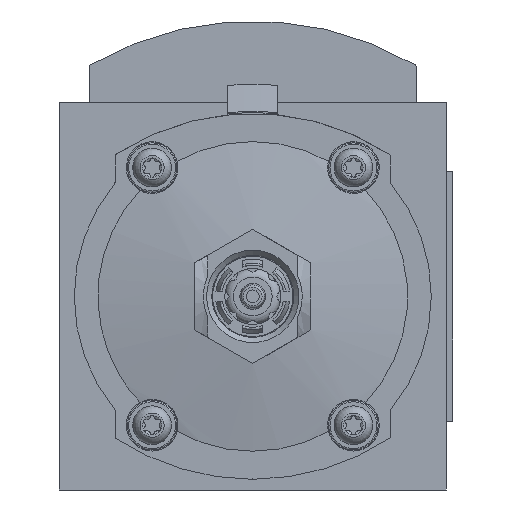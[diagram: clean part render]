
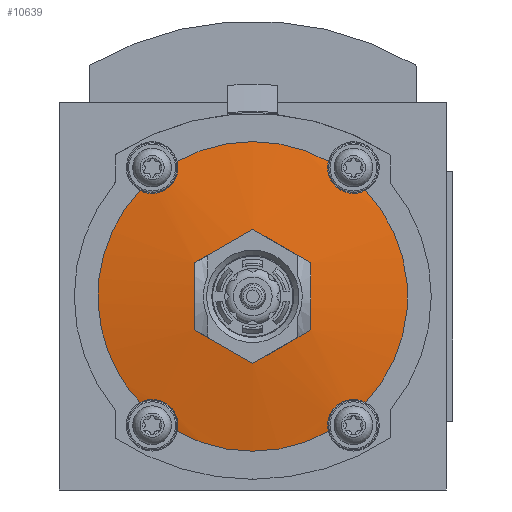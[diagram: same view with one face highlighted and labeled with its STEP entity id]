
A CAD part, front view. The second image highlights one B-rep face of the part: STEP entity #10639.
In plain terms, the highlighted spherical face has radius 160 mm.
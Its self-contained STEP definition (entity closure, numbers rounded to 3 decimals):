
#38=SPHERICAL_SURFACE('',#11169,160.);
#1715=CIRCLE('',#11170,35.989);
#1716=CIRCLE('',#11171,35.989);
#1717=CIRCLE('',#11172,35.989);
#1718=CIRCLE('',#11173,35.989);
#1719=CIRCLE('',#11174,159.429);
#1720=CIRCLE('',#11175,159.429);
#1721=CIRCLE('',#11176,159.429);
#1722=CIRCLE('',#11177,159.429);
#1723=CIRCLE('',#11178,159.429);
#1724=CIRCLE('',#11179,159.429);
#2253=ORIENTED_EDGE('',*,*,#4478,.F.);
#2254=ORIENTED_EDGE('',*,*,#4479,.T.);
#2255=ORIENTED_EDGE('',*,*,#4480,.F.);
#2256=ORIENTED_EDGE('',*,*,#4481,.T.);
#2257=ORIENTED_EDGE('',*,*,#4482,.F.);
#2258=ORIENTED_EDGE('',*,*,#4483,.T.);
#2259=ORIENTED_EDGE('',*,*,#4484,.F.);
#2260=ORIENTED_EDGE('',*,*,#4485,.T.);
#2261=ORIENTED_EDGE('',*,*,#4486,.F.);
#2262=ORIENTED_EDGE('',*,*,#4487,.F.);
#2263=ORIENTED_EDGE('',*,*,#4488,.F.);
#2264=ORIENTED_EDGE('',*,*,#4489,.F.);
#2265=ORIENTED_EDGE('',*,*,#4490,.F.);
#2266=ORIENTED_EDGE('',*,*,#4491,.F.);
#4478=EDGE_CURVE('',#5562,#5563,#1715,.T.);
#4479=EDGE_CURVE('',#5562,#5564,#6276,.T.);
#4480=EDGE_CURVE('',#5565,#5564,#1716,.T.);
#4481=EDGE_CURVE('',#5565,#5566,#6277,.T.);
#4482=EDGE_CURVE('',#5567,#5566,#1717,.T.);
#4483=EDGE_CURVE('',#5567,#5568,#6278,.T.);
#4484=EDGE_CURVE('',#5569,#5568,#1718,.T.);
#4485=EDGE_CURVE('',#5569,#5563,#6279,.T.);
#4486=EDGE_CURVE('',#5570,#5571,#1719,.F.);
#4487=EDGE_CURVE('',#5572,#5570,#1720,.F.);
#4488=EDGE_CURVE('',#5573,#5572,#1721,.F.);
#4489=EDGE_CURVE('',#5574,#5573,#1722,.F.);
#4490=EDGE_CURVE('',#5575,#5574,#1723,.F.);
#4491=EDGE_CURVE('',#5571,#5575,#1724,.F.);
#5562=VERTEX_POINT('',#14889);
#5563=VERTEX_POINT('',#14890);
#5564=VERTEX_POINT('',#14898);
#5565=VERTEX_POINT('',#14900);
#5566=VERTEX_POINT('',#14908);
#5567=VERTEX_POINT('',#14910);
#5568=VERTEX_POINT('',#14918);
#5569=VERTEX_POINT('',#14920);
#5570=VERTEX_POINT('',#14929);
#5571=VERTEX_POINT('',#14930);
#5572=VERTEX_POINT('',#14932);
#5573=VERTEX_POINT('',#14934);
#5574=VERTEX_POINT('',#14936);
#5575=VERTEX_POINT('',#14938);
#6276=B_SPLINE_CURVE_WITH_KNOTS('',3,(#14891,#14892,#14893,#14894,#14895,
#14896,#14897),.UNSPECIFIED.,.F.,.F.,(4,1,1,1,4),(0.,0.003,
0.007,0.01,0.014),.UNSPECIFIED.);
#6277=B_SPLINE_CURVE_WITH_KNOTS('',3,(#14901,#14902,#14903,#14904,#14905,
#14906,#14907),.UNSPECIFIED.,.F.,.F.,(4,1,1,1,4),(0.,0.003,
0.007,0.01,0.014),
 .UNSPECIFIED.);
#6278=B_SPLINE_CURVE_WITH_KNOTS('',3,(#14911,#14912,#14913,#14914,#14915,
#14916,#14917),.UNSPECIFIED.,.F.,.F.,(4,1,1,1,4),(0.,0.003,
0.007,0.01,0.014),
 .UNSPECIFIED.);
#6279=B_SPLINE_CURVE_WITH_KNOTS('',3,(#14921,#14922,#14923,#14924,#14925,
#14926,#14927),.UNSPECIFIED.,.F.,.F.,(4,1,1,1,4),(0.,0.003,
0.007,0.01,0.014),
 .UNSPECIFIED.);
#6365=EDGE_LOOP('',(#2253,#2254,#2255,#2256,#2257,#2258,#2259,#2260));
#6366=EDGE_LOOP('',(#2261,#2262,#2263,#2264,#2265,#2266));
#6929=FACE_BOUND('',#6365,.T.);
#6930=FACE_BOUND('',#6366,.T.);
#10639=ADVANCED_FACE('',(#6929,#6930),#38,.T.);
#11169=AXIS2_PLACEMENT_3D('',#14887,#12178,#12179);
#11170=AXIS2_PLACEMENT_3D('',#14888,#12180,#12181);
#11171=AXIS2_PLACEMENT_3D('',#14899,#12182,#12183);
#11172=AXIS2_PLACEMENT_3D('',#14909,#12184,#12185);
#11173=AXIS2_PLACEMENT_3D('',#14919,#12186,#12187);
#11174=AXIS2_PLACEMENT_3D('',#14928,#12188,#12189);
#11175=AXIS2_PLACEMENT_3D('',#14931,#12190,#12191);
#11176=AXIS2_PLACEMENT_3D('',#14933,#12192,#12193);
#11177=AXIS2_PLACEMENT_3D('',#14935,#12194,#12195);
#11178=AXIS2_PLACEMENT_3D('',#14937,#12196,#12197);
#11179=AXIS2_PLACEMENT_3D('',#14939,#12198,#12199);
#12178=DIRECTION('',(0.,-1.,0.));
#12179=DIRECTION('',(-1.,0.,0.));
#12180=DIRECTION('',(0.,1.,0.));
#12181=DIRECTION('',(0.,0.,1.));
#12182=DIRECTION('',(0.,1.,0.));
#12183=DIRECTION('',(0.,0.,1.));
#12184=DIRECTION('',(0.,1.,0.));
#12185=DIRECTION('',(0.,0.,1.));
#12186=DIRECTION('',(0.,1.,0.));
#12187=DIRECTION('',(0.,0.,1.));
#12188=DIRECTION('',(0.5,0.,0.866));
#12189=DIRECTION('',(0.866,0.,-0.5));
#12190=DIRECTION('',(1.,0.,0.));
#12191=DIRECTION('',(0.,0.,-1.));
#12192=DIRECTION('',(0.5,0.,-0.866));
#12193=DIRECTION('',(-0.866,0.,-0.5));
#12194=DIRECTION('',(-0.5,0.,-0.866));
#12195=DIRECTION('',(-0.866,0.,0.5));
#12196=DIRECTION('',(-1.,0.,0.));
#12197=DIRECTION('',(0.,0.,1.));
#12198=DIRECTION('',(-0.5,0.,0.866));
#12199=DIRECTION('',(0.866,0.,0.5));
#14887=CARTESIAN_POINT('',(0.,-92.6,0.));
#14888=CARTESIAN_POINT('',(0.,-248.5,0.));
#14889=CARTESIAN_POINT('',(26.22,-248.5,24.651));
#14890=CARTESIAN_POINT('',(26.22,-248.5,-24.651));
#14891=CARTESIAN_POINT('',(26.22,-248.5,24.651));
#14892=CARTESIAN_POINT('',(25.208,-248.756,24.111));
#14893=CARTESIAN_POINT('',(22.893,-249.195,23.624));
#14894=CARTESIAN_POINT('',(19.485,-249.453,24.936));
#14895=CARTESIAN_POINT('',(17.386,-249.196,27.922));
#14896=CARTESIAN_POINT('',(17.296,-248.756,30.292));
#14897=CARTESIAN_POINT('',(17.576,-248.5,31.405));
#14898=CARTESIAN_POINT('',(17.576,-248.5,31.405));
#14899=CARTESIAN_POINT('',(0.,-248.5,0.));
#14900=CARTESIAN_POINT('',(-17.576,-248.5,31.405));
#14901=CARTESIAN_POINT('',(-17.576,-248.5,31.405));
#14902=CARTESIAN_POINT('',(-17.296,-248.756,30.292));
#14903=CARTESIAN_POINT('',(-17.384,-249.195,27.929));
#14904=CARTESIAN_POINT('',(-19.481,-249.453,24.939));
#14905=CARTESIAN_POINT('',(-22.886,-249.196,23.624));
#14906=CARTESIAN_POINT('',(-25.208,-248.756,24.111));
#14907=CARTESIAN_POINT('',(-26.22,-248.5,24.651));
#14908=CARTESIAN_POINT('',(-26.22,-248.5,24.651));
#14909=CARTESIAN_POINT('',(0.,-248.5,0.));
#14910=CARTESIAN_POINT('',(-26.22,-248.5,-24.651));
#14911=CARTESIAN_POINT('',(-26.22,-248.5,-24.651));
#14912=CARTESIAN_POINT('',(-25.208,-248.756,-24.111));
#14913=CARTESIAN_POINT('',(-22.893,-249.195,-23.624));
#14914=CARTESIAN_POINT('',(-19.485,-249.453,-24.936));
#14915=CARTESIAN_POINT('',(-17.386,-249.196,-27.922));
#14916=CARTESIAN_POINT('',(-17.296,-248.756,-30.292));
#14917=CARTESIAN_POINT('',(-17.576,-248.5,-31.405));
#14918=CARTESIAN_POINT('',(-17.576,-248.5,-31.405));
#14919=CARTESIAN_POINT('',(0.,-248.5,0.));
#14920=CARTESIAN_POINT('',(17.576,-248.5,-31.405));
#14921=CARTESIAN_POINT('',(17.576,-248.5,-31.405));
#14922=CARTESIAN_POINT('',(17.296,-248.756,-30.292));
#14923=CARTESIAN_POINT('',(17.384,-249.195,-27.929));
#14924=CARTESIAN_POINT('',(19.481,-249.453,-24.939));
#14925=CARTESIAN_POINT('',(22.886,-249.196,-23.624));
#14926=CARTESIAN_POINT('',(25.208,-248.756,-24.111));
#14927=CARTESIAN_POINT('',(26.22,-248.5,-24.651));
#14928=CARTESIAN_POINT('',(6.75,-92.6,11.691));
#14929=CARTESIAN_POINT('',(13.5,-251.839,7.794));
#14930=CARTESIAN_POINT('',(0.,-251.839,15.588));
#14931=CARTESIAN_POINT('',(13.5,-92.6,0.));
#14932=CARTESIAN_POINT('',(13.5,-251.839,-7.794));
#14933=CARTESIAN_POINT('',(6.75,-92.6,-11.691));
#14934=CARTESIAN_POINT('',(0.,-251.839,-15.588));
#14935=CARTESIAN_POINT('',(-6.75,-92.6,-11.691));
#14936=CARTESIAN_POINT('',(-13.5,-251.839,-7.794));
#14937=CARTESIAN_POINT('',(-13.5,-92.6,0.));
#14938=CARTESIAN_POINT('',(-13.5,-251.839,7.794));
#14939=CARTESIAN_POINT('',(-6.75,-92.6,11.691));
